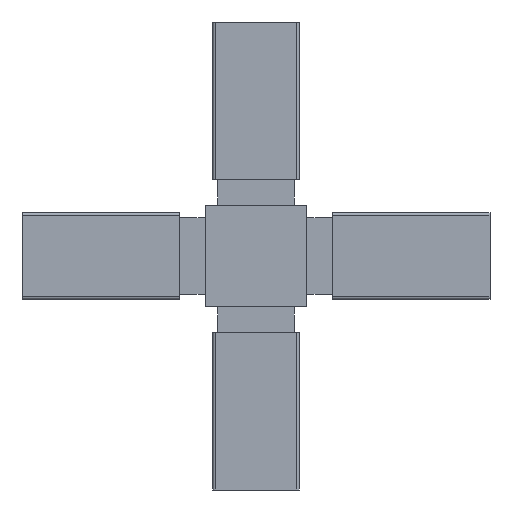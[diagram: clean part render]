
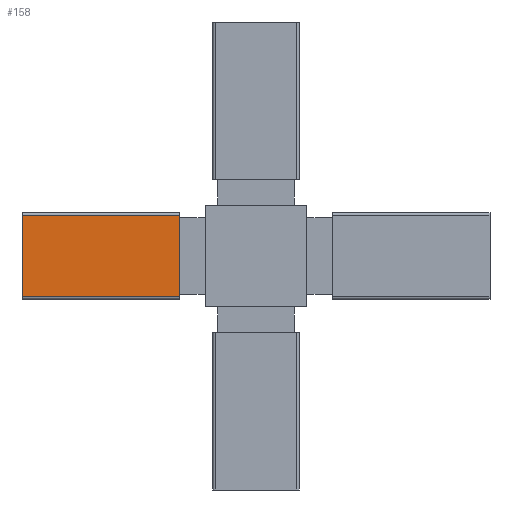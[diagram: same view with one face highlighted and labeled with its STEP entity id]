
A CAD part, left-side view. The second image highlights one B-rep face of the part: STEP entity #158.
In plain terms, the highlighted planar face has unit normal (-1, 0, 0).
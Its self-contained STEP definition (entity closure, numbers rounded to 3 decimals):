
#158 = ADVANCED_FACE( '', ( #340 ), #341, .F. );
#340 = FACE_OUTER_BOUND( '', #541, .T. );
#341 = PLANE( '', #542 );
#541 = EDGE_LOOP( '', ( #947, #948, #949, #950 ) );
#542 = AXIS2_PLACEMENT_3D( '', #951, #952, #953 );
#947 = ORIENTED_EDGE( '', *, *, #1347, .T. );
#948 = ORIENTED_EDGE( '', *, *, #1208, .T. );
#949 = ORIENTED_EDGE( '', *, *, #1183, .F. );
#950 = ORIENTED_EDGE( '', *, *, #1348, .F. );
#951 = CARTESIAN_POINT( '', ( -8.5, 46., -8. ) );
#952 = DIRECTION( '', ( 1., 0., 0. ) );
#953 = DIRECTION( '', ( 0., 0., -1. ) );
#1183 = EDGE_CURVE( '', #1401, #1402, #1403, .T. );
#1208 = EDGE_CURVE( '', #1437, #1402, #1448, .T. );
#1347 = EDGE_CURVE( '', #1661, #1437, #1662, .T. );
#1348 = EDGE_CURVE( '', #1661, #1401, #1663, .T. );
#1401 = VERTEX_POINT( '', #1723 );
#1402 = VERTEX_POINT( '', #1724 );
#1403 = LINE( '', #1725, #1726 );
#1437 = VERTEX_POINT( '', #1773 );
#1448 = LINE( '', #1787, #1788 );
#1661 = VERTEX_POINT( '', #2084 );
#1662 = LINE( '', #2085, #2086 );
#1663 = LINE( '', #2087, #2088 );
#1723 = CARTESIAN_POINT( '', ( -8.5, 46., 8. ) );
#1724 = CARTESIAN_POINT( '', ( -8.5, 15., 8. ) );
#1725 = CARTESIAN_POINT( '', ( -8.5, 46., 8. ) );
#1726 = VECTOR( '', #2168, 1000. );
#1773 = CARTESIAN_POINT( '', ( -8.5, 15., -8. ) );
#1787 = CARTESIAN_POINT( '', ( -8.5, 15., -8. ) );
#1788 = VECTOR( '', #2200, 1000. );
#2084 = CARTESIAN_POINT( '', ( -8.5, 46., -8. ) );
#2085 = CARTESIAN_POINT( '', ( -8.5, 46., -8. ) );
#2086 = VECTOR( '', #2350, 1000. );
#2087 = CARTESIAN_POINT( '', ( -8.5, 46., -8. ) );
#2088 = VECTOR( '', #2351, 1000. );
#2168 = DIRECTION( '', ( 0., -1., 0. ) );
#2200 = DIRECTION( '', ( 0., 0., 1. ) );
#2350 = DIRECTION( '', ( 0., -1., 0. ) );
#2351 = DIRECTION( '', ( 0., 0., 1. ) );
